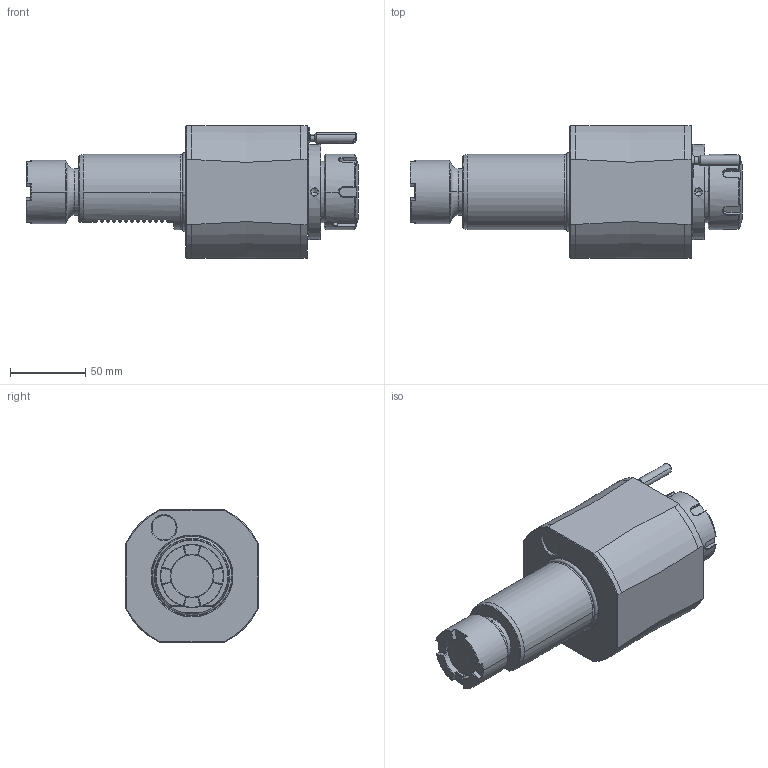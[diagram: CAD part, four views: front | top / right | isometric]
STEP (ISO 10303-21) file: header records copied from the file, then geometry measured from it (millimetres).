
FILE_DESCRIPTION((''),'2;1');
FILE_NAME('NGT1_50_141_32_1JA','2020-07-06T',('vali'),('NOVA GRUP'),'PRO/ENGINEER BY PARAMETRIC TECHNOLOGY CORPORATION, 2010280','PRO/ENGINEER BY PARAMETRIC TECHNOLOGY CORPORATION, 2010280','');
FILE_SCHEMA(('CONFIG_CONTROL_DESIGN'));
Length unit declared in the file: millimetre
Products named in the file (1): NGT1_50_141_32_1JA
Bounding box: 220.1 x 88 x 88 mm (x, y, z)
Volume: 796583.4 mm3; surface area: 66260.8 mm2
Topology: 1 solids, 1 shells, 313 faces, 813 edges, 508 vertices
Faces by surface type: plane 124, cylinder 61, cone 53, bspline 52, torus 21, sphere 2
Entity records: 14191 total; most frequent: CARTESIAN_POINT 7215, ORIENTED_EDGE 1610, DIRECTION 1187, EDGE_CURVE 805, VERTEX_POINT 508, AXIS2_PLACEMENT_3D 452, B_SPLINE_CURVE_WITH_KNOTS 331, EDGE_LOOP 327
